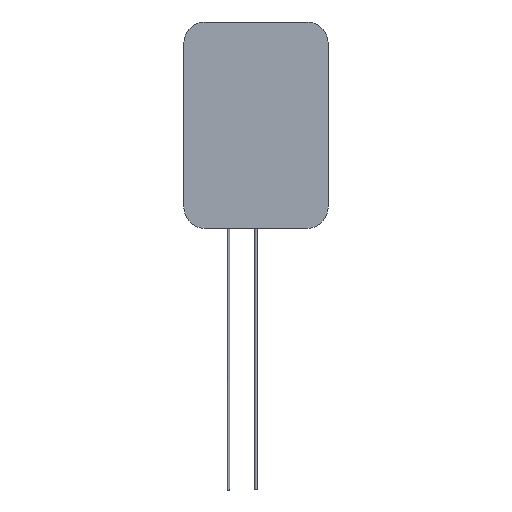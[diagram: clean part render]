
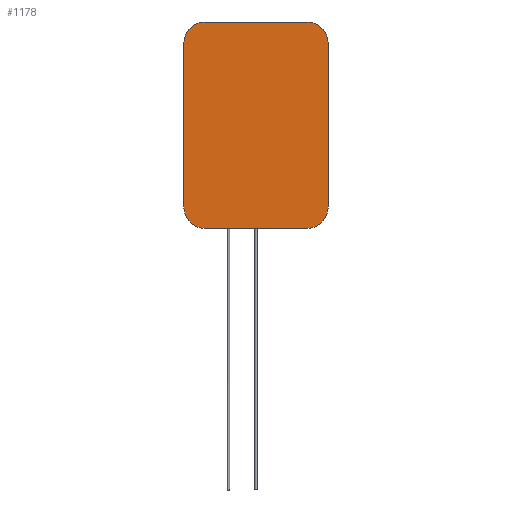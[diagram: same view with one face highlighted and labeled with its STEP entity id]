
A CAD part, front view. The second image highlights one B-rep face of the part: STEP entity #1178.
In plain terms, the highlighted planar face has unit normal (0, -1, 0).
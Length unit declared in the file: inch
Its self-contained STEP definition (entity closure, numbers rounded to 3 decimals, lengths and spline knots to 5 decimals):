
#2 = ORIENTED_EDGE ( 'NONE', *, *, #905, .T. ) ;
#95 = CARTESIAN_POINT ( 'NONE',  ( 0.3254, 1.81944, 3.49766 ) ) ;
#112 = CARTESIAN_POINT ( 'NONE',  ( 0.3254, 1.81944, 1.99766 ) ) ;
#125 = VERTEX_POINT ( 'NONE', #990 ) ;
#129 = DIRECTION ( 'NONE',  ( -1., 0., 0. ) ) ;
#131 = CARTESIAN_POINT ( 'NONE',  ( 0.3254, 1.81944, 2.15366 ) ) ;
#190 = VERTEX_POINT ( 'NONE', #861 ) ;
#266 = CIRCLE ( 'NONE', #296, 0.156 ) ;
#285 = CIRCLE ( 'NONE', #1217, 0.156 ) ;
#295 = CIRCLE ( 'NONE', #1848, 0.156 ) ;
#296 = AXIS2_PLACEMENT_3D ( 'NONE', #1519, #1632, #938 ) ;
#308 = CARTESIAN_POINT ( 'NONE',  ( 0.4814, 1.81944, 1.99766 ) ) ;
#328 = LINE ( 'NONE', #1365, #1586 ) ;
#331 = AXIS2_PLACEMENT_3D ( 'NONE', #1503, #949, #783 ) ;
#340 = DIRECTION ( 'NONE',  ( 0., 0., 1. ) ) ;
#392 = ORIENTED_EDGE ( 'NONE', *, *, #744, .T. ) ;
#430 = EDGE_CURVE ( 'NONE', #483, #1293, #834, .T. ) ;
#435 = DIRECTION ( 'NONE',  ( 0., 0., 1. ) ) ;
#481 = VERTEX_POINT ( 'NONE', #1500 ) ;
#483 = VERTEX_POINT ( 'NONE', #131 ) ;
#491 = LINE ( 'NONE', #95, #655 ) ;
#546 = DIRECTION ( 'NONE',  ( 0., 1., 0. ) ) ;
#572 = VECTOR ( 'NONE', #435, 39.37008 ) ;
#595 = EDGE_CURVE ( 'NONE', #125, #643, #328, .T. ) ;
#625 = CARTESIAN_POINT ( 'NONE',  ( 0.4814, 1.81944, 3.34166 ) ) ;
#643 = VERTEX_POINT ( 'NONE', #308 ) ;
#647 = ORIENTED_EDGE ( 'NONE', *, *, #1138, .F. ) ;
#655 = VECTOR ( 'NONE', #1605, 39.37008 ) ;
#658 = CARTESIAN_POINT ( 'NONE',  ( 1.3744, 1.81944, 3.34166 ) ) ;
#659 = VECTOR ( 'NONE', #1463, 39.37008 ) ;
#661 = CARTESIAN_POINT ( 'NONE',  ( 0.4814, 1.81944, 3.49766 ) ) ;
#681 = LINE ( 'NONE', #1065, #659 ) ;
#686 = DIRECTION ( 'NONE',  ( 0., -1., 0. ) ) ;
#744 = EDGE_CURVE ( 'NONE', #125, #481, #1244, .T. ) ;
#745 = VERTEX_POINT ( 'NONE', #661 ) ;
#747 = DIRECTION ( 'NONE',  ( 0., 0., 1. ) ) ;
#783 = DIRECTION ( 'NONE',  ( 0., 0., 1. ) ) ;
#834 = LINE ( 'NONE', #112, #572 ) ;
#843 = ORIENTED_EDGE ( 'NONE', *, *, #1179, .T. ) ;
#861 = CARTESIAN_POINT ( 'NONE',  ( 1.2184, 1.81944, 3.49766 ) ) ;
#905 = EDGE_CURVE ( 'NONE', #483, #643, #295, .T. ) ;
#938 = DIRECTION ( 'NONE',  ( 0., 0., 1. ) ) ;
#949 = DIRECTION ( 'NONE',  ( 0., -1., 0. ) ) ;
#990 = CARTESIAN_POINT ( 'NONE',  ( 1.2184, 1.81944, 1.99766 ) ) ;
#1065 = CARTESIAN_POINT ( 'NONE',  ( 1.3744, 1.81944, 1.99766 ) ) ;
#1084 = ORIENTED_EDGE ( 'NONE', *, *, #1360, .T. ) ;
#1127 = CARTESIAN_POINT ( 'NONE',  ( 0.4814, 1.81944, 2.15366 ) ) ;
#1138 = EDGE_CURVE ( 'NONE', #745, #190, #491, .T. ) ;
#1170 = PLANE ( 'NONE',  #1716 ) ;
#1173 = DIRECTION ( 'NONE',  ( 0., 0., 1. ) ) ;
#1177 = FACE_OUTER_BOUND ( 'NONE', #1443, .T. ) ;
#1178 = ADVANCED_FACE ( 'NONE', ( #1177 ), #1170, .F. ) ;
#1179 = EDGE_CURVE ( 'NONE', #1240, #190, #266, .T. ) ;
#1217 = AXIS2_PLACEMENT_3D ( 'NONE', #625, #686, #747 ) ;
#1219 = EDGE_CURVE ( 'NONE', #1240, #481, #681, .T. ) ;
#1240 = VERTEX_POINT ( 'NONE', #658 ) ;
#1244 = CIRCLE ( 'NONE', #331, 0.156 ) ;
#1293 = VERTEX_POINT ( 'NONE', #1378 ) ;
#1312 = DIRECTION ( 'NONE',  ( 0., -1., 0. ) ) ;
#1325 = ORIENTED_EDGE ( 'NONE', *, *, #1219, .F. ) ;
#1360 = EDGE_CURVE ( 'NONE', #745, #1293, #285, .T. ) ;
#1365 = CARTESIAN_POINT ( 'NONE',  ( 0.3254, 1.81944, 1.99766 ) ) ;
#1378 = CARTESIAN_POINT ( 'NONE',  ( 0.3254, 1.81944, 3.34166 ) ) ;
#1443 = EDGE_LOOP ( 'NONE', ( #1798, #2, #1755, #392, #1325, #843, #647, #1084 ) ) ;
#1463 = DIRECTION ( 'NONE',  ( 0., 0., -1. ) ) ;
#1500 = CARTESIAN_POINT ( 'NONE',  ( 1.3744, 1.81944, 2.15366 ) ) ;
#1503 = CARTESIAN_POINT ( 'NONE',  ( 1.2184, 1.81944, 2.15366 ) ) ;
#1519 = CARTESIAN_POINT ( 'NONE',  ( 1.2184, 1.81944, 3.34166 ) ) ;
#1586 = VECTOR ( 'NONE', #129, 39.37008 ) ;
#1605 = DIRECTION ( 'NONE',  ( 1., 0., 0. ) ) ;
#1632 = DIRECTION ( 'NONE',  ( 0., -1., 0. ) ) ;
#1716 = AXIS2_PLACEMENT_3D ( 'NONE', #1771, #546, #340 ) ;
#1755 = ORIENTED_EDGE ( 'NONE', *, *, #595, .F. ) ;
#1771 = CARTESIAN_POINT ( 'NONE',  ( 0.8499, 1.81944, 2.74766 ) ) ;
#1798 = ORIENTED_EDGE ( 'NONE', *, *, #430, .F. ) ;
#1848 = AXIS2_PLACEMENT_3D ( 'NONE', #1127, #1312, #1173 ) ;
